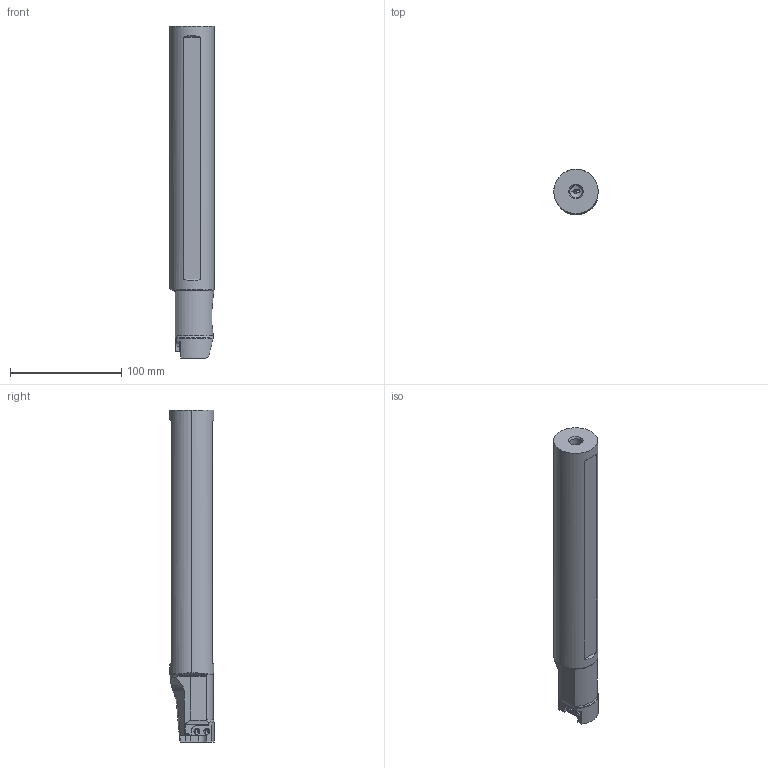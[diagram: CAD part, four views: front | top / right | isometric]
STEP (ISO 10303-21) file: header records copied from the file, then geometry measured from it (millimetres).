
FILE_DESCRIPTION(/* description */ (''),/* implementation_level */ '2;1');
FILE_NAME(/* name */ 'GYDR40T90D_M20L.stp',/* time_stamp */ '2017-01-13T13:05:49+09:00',/* author */ (''),/* organization */ (''),/* preprocessor_version */ 'ST-DEVELOPER v16',/* originating_system */ 'SIEMENS PLM Software NX 10.0',/* authorisation */ '');
FILE_SCHEMA (('AUTOMOTIVE_DESIGN { 1 0 10303 214 3 1 1 1 }'));
Length unit declared in the file: millimetre
Products named in the file (1): GYDR40T90D_M20L
Bounding box: 40 x 40.5 x 299 mm (x, y, z)
Volume: 317861.8 mm3; surface area: 49374.1 mm2
Topology: 1 solids, 1 shells, 106 faces, 293 edges, 183 vertices
Faces by surface type: cylinder 42, plane 31, cone 27, torus 4, bspline 1, sphere 1
Entity records: 4426 total; most frequent: CARTESIAN_POINT 1724, ORIENTED_EDGE 568, DIRECTION 553, EDGE_CURVE 284, AXIS2_PLACEMENT_3D 212, VERTEX_POINT 183, LINE 129, VECTOR 129
